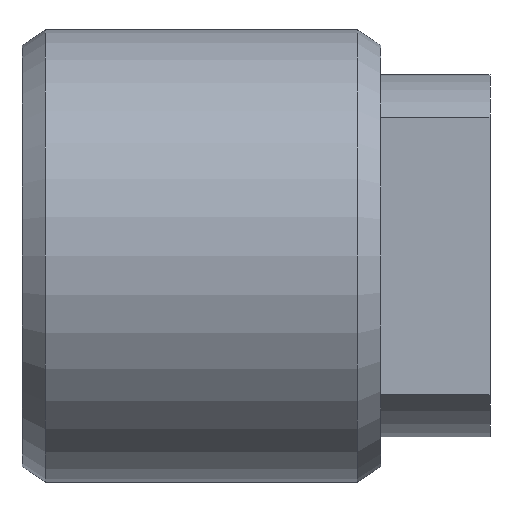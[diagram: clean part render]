
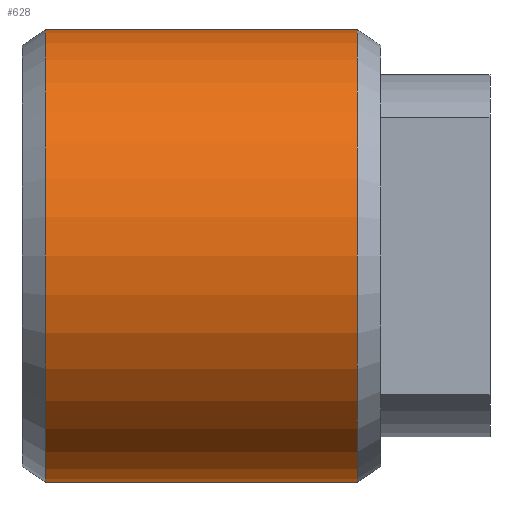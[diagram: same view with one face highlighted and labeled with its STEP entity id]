
A CAD part, front view. The second image highlights one B-rep face of the part: STEP entity #628.
In plain terms, the highlighted cylindrical face has radius 14.5 mm (diameter 29 mm), a partial arc.
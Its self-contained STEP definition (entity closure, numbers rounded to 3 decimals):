
#3 = CIRCLE ( 'NONE', #126, 14.5 ) ;
#8 = EDGE_CURVE ( 'NONE', #493, #118, #345, .T. ) ;
#37 = VECTOR ( 'NONE', #144, 1000. ) ;
#55 = CARTESIAN_POINT ( 'NONE',  ( -6.682, 0., 0. ) ) ;
#74 = DIRECTION ( 'NONE',  ( 0., 0., 1. ) ) ;
#118 = VERTEX_POINT ( 'NONE', #363 ) ;
#126 = AXIS2_PLACEMENT_3D ( 'NONE', #55, #369, #322 ) ;
#144 = DIRECTION ( 'NONE',  ( -1., 0., 0. ) ) ;
#147 = DIRECTION ( 'NONE',  ( -1., 0., 0. ) ) ;
#151 = CARTESIAN_POINT ( 'NONE',  ( -142.529, 0., -14.5 ) ) ;
#195 = DIRECTION ( 'NONE',  ( -1., 0., 0. ) ) ;
#199 = DIRECTION ( 'NONE',  ( 0., 0., 1. ) ) ;
#227 = CARTESIAN_POINT ( 'NONE',  ( -6.682, 0., -14.5 ) ) ;
#236 = EDGE_CURVE ( 'NONE', #281, #277, #3, .T. ) ;
#243 = VECTOR ( 'NONE', #195, 1000. ) ;
#275 = ORIENTED_EDGE ( 'NONE', *, *, #614, .F. ) ;
#277 = VERTEX_POINT ( 'NONE', #468 ) ;
#281 = VERTEX_POINT ( 'NONE', #227 ) ;
#308 = LINE ( 'NONE', #151, #243 ) ;
#322 = DIRECTION ( 'NONE',  ( 0., 0., 1. ) ) ;
#337 = DIRECTION ( 'NONE',  ( -1., 0., 0. ) ) ;
#342 = ORIENTED_EDGE ( 'NONE', *, *, #236, .F. ) ;
#345 = CIRCLE ( 'NONE', #499, 14.5 ) ;
#347 = EDGE_LOOP ( 'NONE', ( #275, #593, #553, #342 ) ) ;
#359 = CYLINDRICAL_SURFACE ( 'NONE', #565, 14.5 ) ;
#363 = CARTESIAN_POINT ( 'NONE',  ( 13.318, 0., 14.5 ) ) ;
#369 = DIRECTION ( 'NONE',  ( -1., 0., 0. ) ) ;
#386 = CARTESIAN_POINT ( 'NONE',  ( 13.318, 0., -14.5 ) ) ;
#398 = LINE ( 'NONE', #548, #37 ) ;
#437 = CARTESIAN_POINT ( 'NONE',  ( 13.318, 0., 0. ) ) ;
#456 = FACE_OUTER_BOUND ( 'NONE', #347, .T. ) ;
#468 = CARTESIAN_POINT ( 'NONE',  ( -6.682, 0., 14.5 ) ) ;
#493 = VERTEX_POINT ( 'NONE', #386 ) ;
#499 = AXIS2_PLACEMENT_3D ( 'NONE', #437, #337, #74 ) ;
#543 = EDGE_CURVE ( 'NONE', #118, #277, #398, .T. ) ;
#548 = CARTESIAN_POINT ( 'NONE',  ( -142.529, 0., 14.5 ) ) ;
#553 = ORIENTED_EDGE ( 'NONE', *, *, #543, .T. ) ;
#565 = AXIS2_PLACEMENT_3D ( 'NONE', #653, #147, #199 ) ;
#593 = ORIENTED_EDGE ( 'NONE', *, *, #8, .T. ) ;
#614 = EDGE_CURVE ( 'NONE', #493, #281, #308, .T. ) ;
#628 = ADVANCED_FACE ( 'NONE', ( #456 ), #359, .T. ) ;
#653 = CARTESIAN_POINT ( 'NONE',  ( -142.529, 0., 0. ) ) ;
